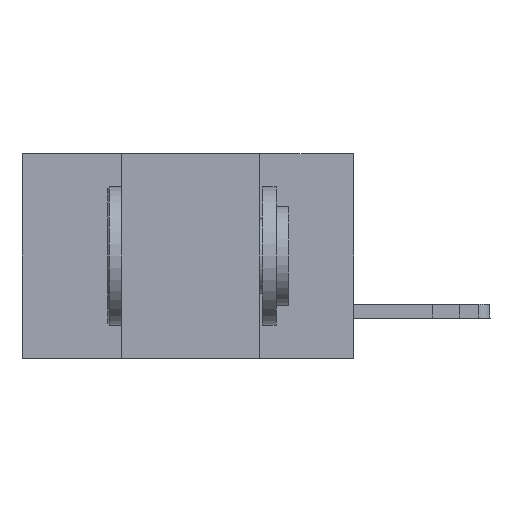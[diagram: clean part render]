
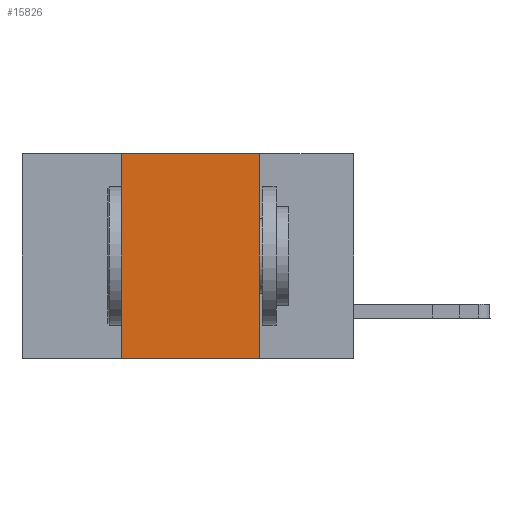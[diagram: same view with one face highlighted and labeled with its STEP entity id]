
A CAD part, left-side view. The second image highlights one B-rep face of the part: STEP entity #15826.
In plain terms, the highlighted planar face has unit normal (-1, 0, 0).
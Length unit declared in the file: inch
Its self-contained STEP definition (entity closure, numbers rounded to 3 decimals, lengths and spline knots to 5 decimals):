
#97 = CARTESIAN_POINT ( 'NONE',  ( 0., 0.17, 0. ) ) ;
#661 = VERTEX_POINT ( 'NONE', #97 ) ;
#3301 = DIRECTION ( 'NONE',  ( 0., 0., 1. ) ) ;
#4001 = VECTOR ( 'NONE', #14018, 39.37008 ) ;
#4212 = VECTOR ( 'NONE', #11002, 39.37008 ) ;
#4402 = PLANE ( 'NONE',  #19005 ) ;
#5324 = ORIENTED_EDGE ( 'NONE', *, *, #27195, .F. ) ;
#7701 = CARTESIAN_POINT ( 'NONE',  ( 0., 0.42, 0. ) ) ;
#7833 = LINE ( 'NONE', #23745, #24954 ) ;
#9022 = ORIENTED_EDGE ( 'NONE', *, *, #18945, .F. ) ;
#10238 = EDGE_CURVE ( 'NONE', #22089, #22958, #7833, .T. ) ;
#10911 = DIRECTION ( 'NONE',  ( 1., 0., 0. ) ) ;
#11002 = DIRECTION ( 'NONE',  ( 0., -1., 0. ) ) ;
#13102 = ORIENTED_EDGE ( 'NONE', *, *, #10238, .T. ) ;
#14018 = DIRECTION ( 'NONE',  ( 0., 0., -1. ) ) ;
#14594 = EDGE_CURVE ( 'NONE', #22089, #24252, #20794, .T. ) ;
#15098 = DIRECTION ( 'NONE',  ( 0., -1., 0. ) ) ;
#15499 = LINE ( 'NONE', #26855, #4001 ) ;
#15686 = CARTESIAN_POINT ( 'NONE',  ( 0., 0.42, -0.37 ) ) ;
#15738 = VECTOR ( 'NONE', #3301, 39.37008 ) ;
#15826 = ADVANCED_FACE ( 'NONE', ( #27731 ), #4402, .F. ) ;
#16670 = CARTESIAN_POINT ( 'NONE',  ( 0., 0.17, -0.37 ) ) ;
#16793 = ORIENTED_EDGE ( 'NONE', *, *, #14594, .F. ) ;
#18945 = EDGE_CURVE ( 'NONE', #661, #22958, #15499, .T. ) ;
#19005 = AXIS2_PLACEMENT_3D ( 'NONE', #21647, #10911, #25939 ) ;
#20794 = LINE ( 'NONE', #7701, #15738 ) ;
#21306 = CARTESIAN_POINT ( 'NONE',  ( 0., 0.42, 0. ) ) ;
#21647 = CARTESIAN_POINT ( 'NONE',  ( 0., 0.6, 0. ) ) ;
#22089 = VERTEX_POINT ( 'NONE', #15686 ) ;
#22958 = VERTEX_POINT ( 'NONE', #16670 ) ;
#23745 = CARTESIAN_POINT ( 'NONE',  ( 0., 0.6, -0.37 ) ) ;
#23886 = CARTESIAN_POINT ( 'NONE',  ( 0., 0.6, 0. ) ) ;
#24252 = VERTEX_POINT ( 'NONE', #21306 ) ;
#24954 = VECTOR ( 'NONE', #15098, 39.37008 ) ;
#25939 = DIRECTION ( 'NONE',  ( 0., 0., -1. ) ) ;
#25959 = EDGE_LOOP ( 'NONE', ( #9022, #5324, #16793, #13102 ) ) ;
#26423 = LINE ( 'NONE', #23886, #4212 ) ;
#26855 = CARTESIAN_POINT ( 'NONE',  ( 0., 0.17, 0. ) ) ;
#27195 = EDGE_CURVE ( 'NONE', #24252, #661, #26423, .T. ) ;
#27731 = FACE_OUTER_BOUND ( 'NONE', #25959, .T. ) ;
